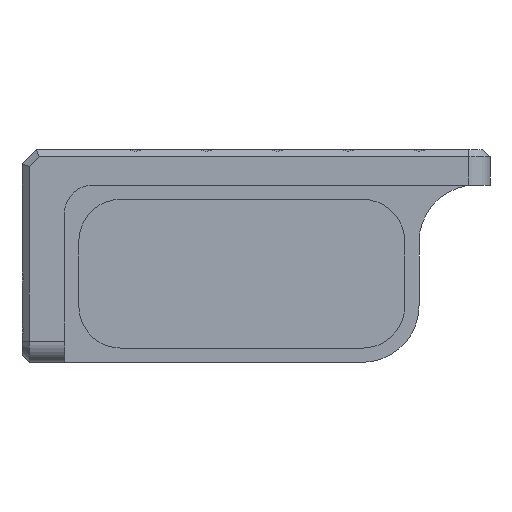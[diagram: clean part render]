
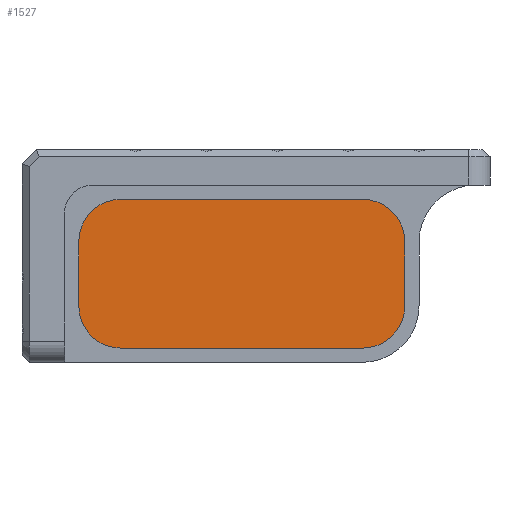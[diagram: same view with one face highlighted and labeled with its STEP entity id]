
A CAD part, front view. The second image highlights one B-rep face of the part: STEP entity #1527.
In plain terms, the highlighted planar face has unit normal (0, -1, 0).
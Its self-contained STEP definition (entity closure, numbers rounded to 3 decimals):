
#140 = CARTESIAN_POINT ( 'NONE',  ( -229.176, 5., -23. ) ) ;
#213 = CARTESIAN_POINT ( 'NONE',  ( -189.176, 5., -8. ) ) ;
#298 = EDGE_CURVE ( 'NONE', #3346, #4132, #3547, .T. ) ;
#302 = EDGE_CURVE ( 'NONE', #3370, #2726, #1780, .T. ) ;
#336 = CIRCLE ( 'NONE', #2734, 6. ) ;
#387 = CARTESIAN_POINT ( 'NONE',  ( -229.176, 5., -8. ) ) ;
#412 = DIRECTION ( 'NONE',  ( 0., 0., -1. ) ) ;
#432 = DIRECTION ( 'NONE',  ( 0., 1., 0. ) ) ;
#460 = EDGE_CURVE ( 'NONE', #2369, #3370, #4079, .T. ) ;
#534 = ORIENTED_EDGE ( 'NONE', *, *, #302, .F. ) ;
#550 = CARTESIAN_POINT ( 'NONE',  ( -179.176, 5., -8. ) ) ;
#601 = CARTESIAN_POINT ( 'NONE',  ( -195.176, 5., -23. ) ) ;
#632 = EDGE_CURVE ( 'NONE', #1813, #3475, #336, .T. ) ;
#778 = EDGE_LOOP ( 'NONE', ( #1730, #2968, #2038, #534, #2756, #4114, #3154, #1518 ) ) ;
#783 = DIRECTION ( 'NONE',  ( 0., -1., 0. ) ) ;
#884 = DIRECTION ( 'NONE',  ( -1., 0., 0. ) ) ;
#1063 = DIRECTION ( 'NONE',  ( 0., 0., -1. ) ) ;
#1153 = AXIS2_PLACEMENT_3D ( 'NONE', #1697, #432, #2000 ) ;
#1223 = AXIS2_PLACEMENT_3D ( 'NONE', #387, #2383, #412 ) ;
#1278 = VECTOR ( 'NONE', #2546, 1000. ) ;
#1287 = LINE ( 'NONE', #601, #1360 ) ;
#1360 = VECTOR ( 'NONE', #884, 1000. ) ;
#1391 = DIRECTION ( 'NONE',  ( 1., 0., 0. ) ) ;
#1420 = EDGE_CURVE ( 'NONE', #3346, #1676, #2344, .T. ) ;
#1518 = ORIENTED_EDGE ( 'NONE', *, *, #298, .T. ) ;
#1527 = ADVANCED_FACE ( 'NONE', ( #3781 ), #3717, .T. ) ;
#1672 = EDGE_CURVE ( 'NONE', #1813, #4132, #2910, .T. ) ;
#1676 = VERTEX_POINT ( 'NONE', #2275 ) ;
#1687 = DIRECTION ( 'NONE',  ( 0., 0., -1. ) ) ;
#1697 = CARTESIAN_POINT ( 'NONE',  ( -195.176, 5., -17. ) ) ;
#1709 = VECTOR ( 'NONE', #1687, 1000. ) ;
#1730 = ORIENTED_EDGE ( 'NONE', *, *, #1672, .F. ) ;
#1780 = CIRCLE ( 'NONE', #1153, 6. ) ;
#1813 = VERTEX_POINT ( 'NONE', #3695 ) ;
#2000 = DIRECTION ( 'NONE',  ( 0., 0., 1. ) ) ;
#2038 = ORIENTED_EDGE ( 'NONE', *, *, #3590, .F. ) ;
#2096 = CARTESIAN_POINT ( 'NONE',  ( -229.176, 5., -17. ) ) ;
#2183 = AXIS2_PLACEMENT_3D ( 'NONE', #550, #2845, #4056 ) ;
#2216 = DIRECTION ( 'NONE',  ( 0., -1., 0. ) ) ;
#2275 = CARTESIAN_POINT ( 'NONE',  ( -195.176, 5., -2. ) ) ;
#2308 = CARTESIAN_POINT ( 'NONE',  ( -189.176, 5., -17. ) ) ;
#2344 = LINE ( 'NONE', #2423, #3267 ) ;
#2369 = VERTEX_POINT ( 'NONE', #3909 ) ;
#2383 = DIRECTION ( 'NONE',  ( 0., -1., 0. ) ) ;
#2389 = CARTESIAN_POINT ( 'NONE',  ( -229.176, 5., -2. ) ) ;
#2423 = CARTESIAN_POINT ( 'NONE',  ( -235.176, 5., -2. ) ) ;
#2546 = DIRECTION ( 'NONE',  ( 0., 0., 1. ) ) ;
#2577 = CARTESIAN_POINT ( 'NONE',  ( -195.176, 5., -8. ) ) ;
#2631 = CARTESIAN_POINT ( 'NONE',  ( -235.176, 5., -8. ) ) ;
#2726 = VERTEX_POINT ( 'NONE', #2809 ) ;
#2734 = AXIS2_PLACEMENT_3D ( 'NONE', #2096, #783, #1063 ) ;
#2756 = ORIENTED_EDGE ( 'NONE', *, *, #460, .F. ) ;
#2809 = CARTESIAN_POINT ( 'NONE',  ( -195.176, 5., -23. ) ) ;
#2845 = DIRECTION ( 'NONE',  ( 0., -1., 0. ) ) ;
#2910 = LINE ( 'NONE', #3202, #1278 ) ;
#2923 = DIRECTION ( 'NONE',  ( 0., 0., -1. ) ) ;
#2968 = ORIENTED_EDGE ( 'NONE', *, *, #632, .T. ) ;
#3154 = ORIENTED_EDGE ( 'NONE', *, *, #1420, .F. ) ;
#3202 = CARTESIAN_POINT ( 'NONE',  ( -235.176, 5., -4. ) ) ;
#3205 = CIRCLE ( 'NONE', #3948, 6. ) ;
#3267 = VECTOR ( 'NONE', #1391, 1000. ) ;
#3346 = VERTEX_POINT ( 'NONE', #2389 ) ;
#3370 = VERTEX_POINT ( 'NONE', #2308 ) ;
#3475 = VERTEX_POINT ( 'NONE', #140 ) ;
#3547 = CIRCLE ( 'NONE', #1223, 6. ) ;
#3590 = EDGE_CURVE ( 'NONE', #2726, #3475, #1287, .T. ) ;
#3694 = EDGE_CURVE ( 'NONE', #2369, #1676, #3205, .T. ) ;
#3695 = CARTESIAN_POINT ( 'NONE',  ( -235.176, 5., -17. ) ) ;
#3717 = PLANE ( 'NONE',  #2183 ) ;
#3781 = FACE_OUTER_BOUND ( 'NONE', #778, .T. ) ;
#3909 = CARTESIAN_POINT ( 'NONE',  ( -189.176, 5., -8. ) ) ;
#3948 = AXIS2_PLACEMENT_3D ( 'NONE', #2577, #2216, #2923 ) ;
#4056 = DIRECTION ( 'NONE',  ( 0., 0., 1. ) ) ;
#4079 = LINE ( 'NONE', #213, #1709 ) ;
#4114 = ORIENTED_EDGE ( 'NONE', *, *, #3694, .T. ) ;
#4132 = VERTEX_POINT ( 'NONE', #2631 ) ;
